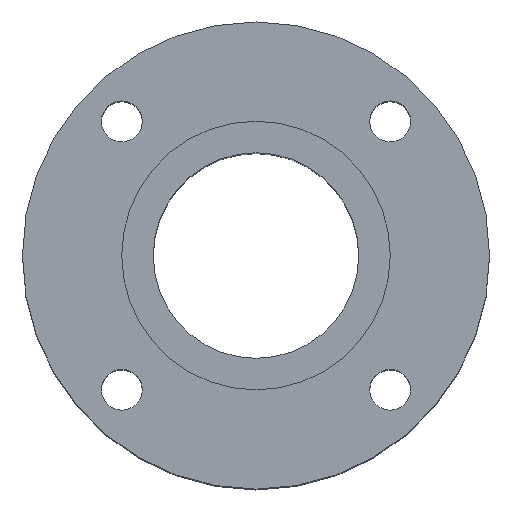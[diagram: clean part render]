
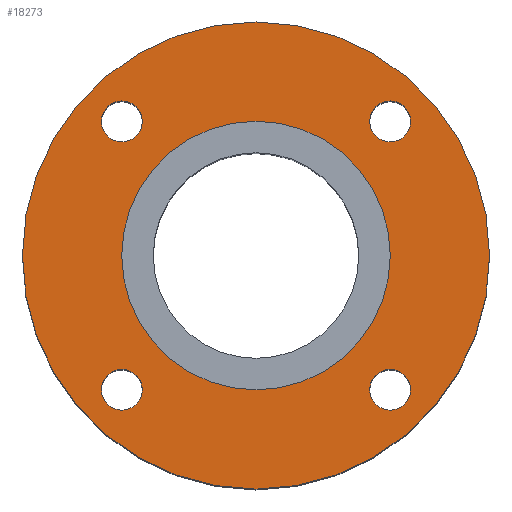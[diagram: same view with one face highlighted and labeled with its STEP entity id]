
A CAD part, top view. The second image highlights one B-rep face of the part: STEP entity #18273.
In plain terms, the highlighted planar face has unit normal (0, 0, 1).
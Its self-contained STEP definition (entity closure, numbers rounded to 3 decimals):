
#60 = DIRECTION ( 'NONE',  ( 0., 0., 1. ) ) ;
#131 = CIRCLE ( 'NONE', #16824, 7. ) ;
#357 = CARTESIAN_POINT ( 'NONE',  ( -80., 0., -0.8 ) ) ;
#379 = ORIENTED_EDGE ( 'NONE', *, *, #7028, .T. ) ;
#650 = CARTESIAN_POINT ( 'NONE',  ( 45.962, 45.962, -0.8 ) ) ;
#705 = EDGE_LOOP ( 'NONE', ( #7354, #16947 ) ) ;
#1483 = EDGE_CURVE ( 'NONE', #11804, #22180, #19061, .T. ) ;
#1562 = DIRECTION ( 'NONE',  ( 0., 0., -1. ) ) ;
#1935 = VERTEX_POINT ( 'NONE', #17747 ) ;
#1998 = FACE_BOUND ( 'NONE', #19140, .T. ) ;
#2065 = DIRECTION ( 'NONE',  ( 0., 0., 1. ) ) ;
#2154 = DIRECTION ( 'NONE',  ( -1., 0., 0. ) ) ;
#2183 = DIRECTION ( 'NONE',  ( 0., 1., 0. ) ) ;
#2438 = ORIENTED_EDGE ( 'NONE', *, *, #1483, .F. ) ;
#2554 = EDGE_CURVE ( 'NONE', #29355, #29318, #3198, .T. ) ;
#2632 = CARTESIAN_POINT ( 'NONE',  ( 45.962, -45.962, -0.8 ) ) ;
#2806 = ORIENTED_EDGE ( 'NONE', *, *, #14862, .F. ) ;
#2996 = CIRCLE ( 'NONE', #23508, 80. ) ;
#3198 = CIRCLE ( 'NONE', #23233, 7. ) ;
#3392 = DIRECTION ( 'NONE',  ( 0., 0., 1. ) ) ;
#3418 = CIRCLE ( 'NONE', #20121, 7. ) ;
#3462 = ORIENTED_EDGE ( 'NONE', *, *, #29175, .F. ) ;
#3590 = CARTESIAN_POINT ( 'NONE',  ( 0., 0., -0.8 ) ) ;
#3890 = ORIENTED_EDGE ( 'NONE', *, *, #18810, .F. ) ;
#3903 = CARTESIAN_POINT ( 'NONE',  ( 38.962, -45.962, -0.8 ) ) ;
#4163 = DIRECTION ( 'NONE',  ( 1., 0., 0. ) ) ;
#4378 = AXIS2_PLACEMENT_3D ( 'NONE', #3590, #21814, #4163 ) ;
#4400 = CIRCLE ( 'NONE', #21112, 7. ) ;
#5527 = CARTESIAN_POINT ( 'NONE',  ( 0., 0., -0.8 ) ) ;
#5617 = EDGE_CURVE ( 'NONE', #22063, #23328, #8506, .T. ) ;
#5670 = CARTESIAN_POINT ( 'NONE',  ( -45.962, 45.962, -0.8 ) ) ;
#5785 = CARTESIAN_POINT ( 'NONE',  ( 45.962, 45.962, -0.8 ) ) ;
#5878 = CIRCLE ( 'NONE', #7318, 7. ) ;
#6697 = DIRECTION ( 'NONE',  ( 0., 1., 0. ) ) ;
#6830 = CIRCLE ( 'NONE', #14944, 7. ) ;
#7028 = EDGE_CURVE ( 'NONE', #25692, #17512, #16886, .T. ) ;
#7270 = DIRECTION ( 'NONE',  ( 0., -1., 0. ) ) ;
#7318 = AXIS2_PLACEMENT_3D ( 'NONE', #5785, #3392, #23858 ) ;
#7354 = ORIENTED_EDGE ( 'NONE', *, *, #5617, .F. ) ;
#7560 = DIRECTION ( 'NONE',  ( 0., 0., 1. ) ) ;
#7630 = EDGE_LOOP ( 'NONE', ( #2806, #18249 ) ) ;
#8162 = DIRECTION ( 'NONE',  ( 0., 0., 1. ) ) ;
#8506 = CIRCLE ( 'NONE', #19944, 7. ) ;
#8593 = PLANE ( 'NONE',  #10610 ) ;
#9043 = ORIENTED_EDGE ( 'NONE', *, *, #20830, .T. ) ;
#9179 = DIRECTION ( 'NONE',  ( 1., 0., 0. ) ) ;
#9206 = AXIS2_PLACEMENT_3D ( 'NONE', #19855, #22681, #6697 ) ;
#9673 = CIRCLE ( 'NONE', #9206, 7. ) ;
#9810 = CARTESIAN_POINT ( 'NONE',  ( -45.962, -45.962, -0.8 ) ) ;
#10324 = CARTESIAN_POINT ( 'NONE',  ( 52.962, 45.962, -0.8 ) ) ;
#10361 = CARTESIAN_POINT ( 'NONE',  ( 52.962, -45.962, -0.8 ) ) ;
#10610 = AXIS2_PLACEMENT_3D ( 'NONE', #11141, #1562, #2154 ) ;
#11141 = CARTESIAN_POINT ( 'NONE',  ( 0., 46., -0.8 ) ) ;
#11202 = CARTESIAN_POINT ( 'NONE',  ( -45.962, -45.962, -0.8 ) ) ;
#11731 = DIRECTION ( 'NONE',  ( 1., 0., 0. ) ) ;
#11744 = CARTESIAN_POINT ( 'NONE',  ( 80., 0., -0.8 ) ) ;
#11804 = VERTEX_POINT ( 'NONE', #15594 ) ;
#12016 = DIRECTION ( 'NONE',  ( 0., 0., 1. ) ) ;
#13058 = CARTESIAN_POINT ( 'NONE',  ( 38.962, 45.962, -0.8 ) ) ;
#14512 = AXIS2_PLACEMENT_3D ( 'NONE', #18550, #18988, #21231 ) ;
#14761 = EDGE_LOOP ( 'NONE', ( #2438, #3890 ) ) ;
#14862 = EDGE_CURVE ( 'NONE', #1935, #16496, #4400, .T. ) ;
#14944 = AXIS2_PLACEMENT_3D ( 'NONE', #650, #60, #9179 ) ;
#15068 = EDGE_CURVE ( 'NONE', #23328, #22063, #131, .T. ) ;
#15594 = CARTESIAN_POINT ( 'NONE',  ( 46., 0., -0.8 ) ) ;
#15797 = CARTESIAN_POINT ( 'NONE',  ( -46., 0., -0.8 ) ) ;
#16496 = VERTEX_POINT ( 'NONE', #20599 ) ;
#16824 = AXIS2_PLACEMENT_3D ( 'NONE', #9810, #7560, #26794 ) ;
#16886 = CIRCLE ( 'NONE', #14512, 80. ) ;
#16947 = ORIENTED_EDGE ( 'NONE', *, *, #15068, .F. ) ;
#17512 = VERTEX_POINT ( 'NONE', #357 ) ;
#17747 = CARTESIAN_POINT ( 'NONE',  ( -38.962, 45.962, -0.8 ) ) ;
#17761 = CIRCLE ( 'NONE', #4378, 46. ) ;
#18072 = EDGE_CURVE ( 'NONE', #29318, #29355, #3418, .T. ) ;
#18249 = ORIENTED_EDGE ( 'NONE', *, *, #26893, .F. ) ;
#18273 = ADVANCED_FACE ( 'NONE', ( #1998, #19937, #22029, #29033, #20378, #29481 ), #8593, .F. ) ;
#18550 = CARTESIAN_POINT ( 'NONE',  ( 0., 0., -0.8 ) ) ;
#18575 = CARTESIAN_POINT ( 'NONE',  ( 0., 0., -0.8 ) ) ;
#18615 = ORIENTED_EDGE ( 'NONE', *, *, #2554, .F. ) ;
#18810 = EDGE_CURVE ( 'NONE', #22180, #11804, #17761, .T. ) ;
#18920 = CARTESIAN_POINT ( 'NONE',  ( -52.962, -45.962, -0.8 ) ) ;
#18972 = DIRECTION ( 'NONE',  ( 1., 0., 0. ) ) ;
#18988 = DIRECTION ( 'NONE',  ( 0., 0., 1. ) ) ;
#19061 = CIRCLE ( 'NONE', #21447, 46. ) ;
#19140 = EDGE_LOOP ( 'NONE', ( #21583, #18615 ) ) ;
#19362 = CARTESIAN_POINT ( 'NONE',  ( 45.962, -45.962, -0.8 ) ) ;
#19510 = EDGE_LOOP ( 'NONE', ( #3462, #20040 ) ) ;
#19855 = CARTESIAN_POINT ( 'NONE',  ( -45.962, 45.962, -0.8 ) ) ;
#19937 = FACE_BOUND ( 'NONE', #705, .T. ) ;
#19944 = AXIS2_PLACEMENT_3D ( 'NONE', #11202, #2065, #19993 ) ;
#19993 = DIRECTION ( 'NONE',  ( -1., 0., 0. ) ) ;
#20040 = ORIENTED_EDGE ( 'NONE', *, *, #22072, .F. ) ;
#20121 = AXIS2_PLACEMENT_3D ( 'NONE', #2632, #27724, #7270 ) ;
#20378 = FACE_BOUND ( 'NONE', #14761, .T. ) ;
#20599 = CARTESIAN_POINT ( 'NONE',  ( -52.962, 45.962, -0.8 ) ) ;
#20830 = EDGE_CURVE ( 'NONE', #17512, #25692, #2996, .T. ) ;
#21112 = AXIS2_PLACEMENT_3D ( 'NONE', #5670, #23887, #2183 ) ;
#21231 = DIRECTION ( 'NONE',  ( 1., 0., 0. ) ) ;
#21447 = AXIS2_PLACEMENT_3D ( 'NONE', #18575, #12016, #11731 ) ;
#21583 = ORIENTED_EDGE ( 'NONE', *, *, #18072, .F. ) ;
#21814 = DIRECTION ( 'NONE',  ( 0., 0., 1. ) ) ;
#22029 = FACE_BOUND ( 'NONE', #7630, .T. ) ;
#22063 = VERTEX_POINT ( 'NONE', #28050 ) ;
#22072 = EDGE_CURVE ( 'NONE', #23753, #29536, #5878, .T. ) ;
#22180 = VERTEX_POINT ( 'NONE', #15797 ) ;
#22681 = DIRECTION ( 'NONE',  ( 0., 0., 1. ) ) ;
#23233 = AXIS2_PLACEMENT_3D ( 'NONE', #19362, #8162, #24136 ) ;
#23328 = VERTEX_POINT ( 'NONE', #18920 ) ;
#23451 = DIRECTION ( 'NONE',  ( 0., 0., 1. ) ) ;
#23508 = AXIS2_PLACEMENT_3D ( 'NONE', #5527, #23451, #18972 ) ;
#23753 = VERTEX_POINT ( 'NONE', #13058 ) ;
#23858 = DIRECTION ( 'NONE',  ( 1., 0., 0. ) ) ;
#23887 = DIRECTION ( 'NONE',  ( 0., 0., 1. ) ) ;
#24136 = DIRECTION ( 'NONE',  ( 0., -1., 0. ) ) ;
#25692 = VERTEX_POINT ( 'NONE', #11744 ) ;
#26286 = EDGE_LOOP ( 'NONE', ( #379, #9043 ) ) ;
#26794 = DIRECTION ( 'NONE',  ( -1., 0., 0. ) ) ;
#26893 = EDGE_CURVE ( 'NONE', #16496, #1935, #9673, .T. ) ;
#27724 = DIRECTION ( 'NONE',  ( 0., 0., 1. ) ) ;
#28050 = CARTESIAN_POINT ( 'NONE',  ( -38.962, -45.962, -0.8 ) ) ;
#29033 = FACE_BOUND ( 'NONE', #19510, .T. ) ;
#29175 = EDGE_CURVE ( 'NONE', #29536, #23753, #6830, .T. ) ;
#29318 = VERTEX_POINT ( 'NONE', #10361 ) ;
#29355 = VERTEX_POINT ( 'NONE', #3903 ) ;
#29481 = FACE_OUTER_BOUND ( 'NONE', #26286, .T. ) ;
#29536 = VERTEX_POINT ( 'NONE', #10324 ) ;
